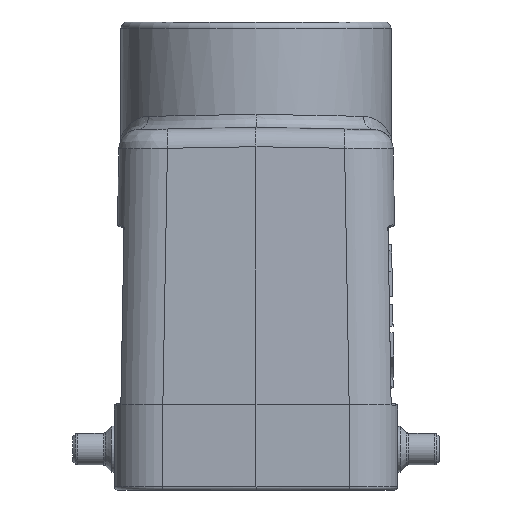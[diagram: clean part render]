
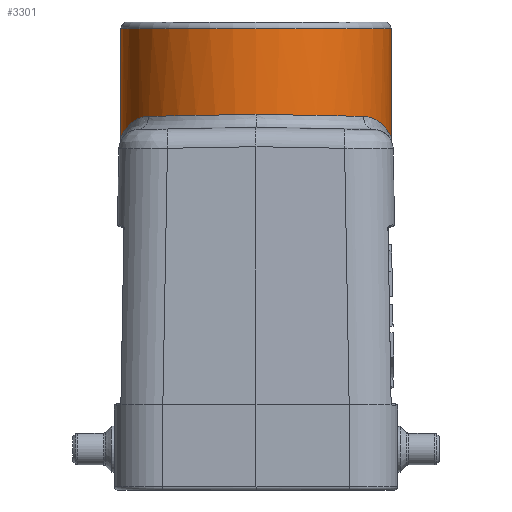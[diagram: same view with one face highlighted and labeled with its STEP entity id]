
A CAD part, left-side view. The second image highlights one B-rep face of the part: STEP entity #3301.
In plain terms, the highlighted cylindrical face has radius 20.5 mm (diameter 41 mm), a full revolution.
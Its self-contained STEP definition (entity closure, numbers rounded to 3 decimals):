
#2647=CYLINDRICAL_SURFACE('',#15009,20.5);
#3112=CIRCLE('',#15008,20.5);
#3301=ADVANCED_FACE('',(#3870,#3871),#2647,.T.);
#3870=FACE_BOUND('',#4045,.T.);
#3871=FACE_BOUND('',#4046,.T.);
#4045=EDGE_LOOP('',(#4934,#4935,#4936,#4937,#4938,#4939));
#4046=EDGE_LOOP('',(#4940));
#4934=ORIENTED_EDGE('',*,*,#7363,.T.);
#4935=ORIENTED_EDGE('',*,*,#7364,.T.);
#4936=ORIENTED_EDGE('',*,*,#7365,.T.);
#4937=ORIENTED_EDGE('',*,*,#7366,.T.);
#4938=ORIENTED_EDGE('',*,*,#7367,.T.);
#4939=ORIENTED_EDGE('',*,*,#7368,.T.);
#4940=ORIENTED_EDGE('',*,*,#7369,.T.);
#6698=VERTEX_POINT('',#22007);
#6699=VERTEX_POINT('',#22008);
#6700=VERTEX_POINT('',#22010);
#6701=VERTEX_POINT('',#22027);
#6702=VERTEX_POINT('',#22029);
#6703=VERTEX_POINT('',#22031);
#6704=VERTEX_POINT('',#22049);
#7363=EDGE_CURVE('',#6698,#6699,#7982,.T.);
#7364=EDGE_CURVE('',#6699,#6700,#7983,.T.);
#7365=EDGE_CURVE('',#6700,#6701,#8777,.T.);
#7366=EDGE_CURVE('',#6701,#6702,#7984,.T.);
#7367=EDGE_CURVE('',#6702,#6703,#7985,.T.);
#7368=EDGE_CURVE('',#6703,#6698,#8778,.T.);
#7369=EDGE_CURVE('',#6704,#6704,#3112,.T.);
#7982=ELLIPSE('',#15004,20.504,20.5);
#7983=ELLIPSE('',#15005,20.504,20.5);
#7984=ELLIPSE('',#15006,20.504,20.5);
#7985=ELLIPSE('',#15007,20.504,20.5);
#8777=B_SPLINE_CURVE_WITH_KNOTS('',3,(#22011,#22012,#22013,#22014,#22015,
#22016,#22017,#22018,#22019,#22020,#22021,#22022,#22023,#22024,#22025,#22026),
 .UNSPECIFIED.,.F.,.F.,(4,2,2,2,2,2,2,4),(0.,0.125,0.25,0.375,0.5,0.625,
0.75,1.),.UNSPECIFIED.);
#8778=B_SPLINE_CURVE_WITH_KNOTS('',3,(#22032,#22033,#22034,#22035,#22036,
#22037,#22038,#22039,#22040,#22041,#22042,#22043,#22044,#22045,#22046,#22047),
 .UNSPECIFIED.,.F.,.F.,(4,2,2,2,2,2,2,4),(0.,0.125,0.25,0.375,0.5,0.625,
0.75,1.),.UNSPECIFIED.);
#15004=AXIS2_PLACEMENT_3D('',#22006,#16251,#16252);
#15005=AXIS2_PLACEMENT_3D('',#22009,#16253,#16254);
#15006=AXIS2_PLACEMENT_3D('',#22028,#16255,#16256);
#15007=AXIS2_PLACEMENT_3D('',#22030,#16257,#16258);
#15008=AXIS2_PLACEMENT_3D('',#22048,#16259,#16260);
#15009=AXIS2_PLACEMENT_3D('',#22050,#16261,#16262);
#16251=DIRECTION('',(0.,-0.019,1.));
#16252=DIRECTION('',(0.,-1.,-0.019));
#16253=DIRECTION('',(0.,0.019,1.));
#16254=DIRECTION('',(0.,1.,-0.019));
#16255=DIRECTION('',(0.,0.019,1.));
#16256=DIRECTION('',(0.,1.,-0.019));
#16257=DIRECTION('',(0.,-0.019,1.));
#16258=DIRECTION('',(0.,-1.,-0.019));
#16259=DIRECTION('',(0.,0.,-1.));
#16260=DIRECTION('',(-1.,0.,0.));
#16261=DIRECTION('',(0.,0.,-1.));
#16262=DIRECTION('',(-1.,0.,0.));
#22006=CARTESIAN_POINT('',(0.,0.,47.85));
#22007=CARTESIAN_POINT('',(12.425,-16.305,47.538));
#22008=CARTESIAN_POINT('',(20.5,0.,47.85));
#22009=CARTESIAN_POINT('',(0.,0.,47.85));
#22010=CARTESIAN_POINT('',(12.425,16.305,47.538));
#22011=CARTESIAN_POINT('',(12.425,16.305,47.538));
#22012=CARTESIAN_POINT('',(11.498,17.012,47.524));
#22013=CARTESIAN_POINT('',(10.543,17.616,47.341));
#22014=CARTESIAN_POINT('',(8.568,18.657,46.814));
#22015=CARTESIAN_POINT('',(7.544,19.092,46.461));
#22016=CARTESIAN_POINT('',(5.487,19.782,45.709));
#22017=CARTESIAN_POINT('',(4.446,20.042,45.3));
#22018=CARTESIAN_POINT('',(2.285,20.402,44.579));
#22019=CARTESIAN_POINT('',(1.165,20.5,44.268));
#22020=CARTESIAN_POINT('',(-1.166,20.5,44.268));
#22021=CARTESIAN_POINT('',(-2.286,20.402,44.579));
#22022=CARTESIAN_POINT('',(-4.444,20.042,45.299));
#22023=CARTESIAN_POINT('',(-5.483,19.783,45.707));
#22024=CARTESIAN_POINT('',(-8.56,18.752,46.833));
#22025=CARTESIAN_POINT('',(-10.571,17.718,47.511));
#22026=CARTESIAN_POINT('',(-12.425,16.305,47.538));
#22027=CARTESIAN_POINT('',(-12.425,16.305,47.538));
#22028=CARTESIAN_POINT('',(0.,0.,47.85));
#22029=CARTESIAN_POINT('',(-20.5,0.,47.85));
#22030=CARTESIAN_POINT('',(0.,0.,47.85));
#22031=CARTESIAN_POINT('',(-12.425,-16.305,47.538));
#22032=CARTESIAN_POINT('',(-12.425,-16.305,47.538));
#22033=CARTESIAN_POINT('',(-11.498,-17.012,47.524));
#22034=CARTESIAN_POINT('',(-10.543,-17.616,47.341));
#22035=CARTESIAN_POINT('',(-8.568,-18.657,46.814));
#22036=CARTESIAN_POINT('',(-7.544,-19.092,46.461));
#22037=CARTESIAN_POINT('',(-5.487,-19.782,45.709));
#22038=CARTESIAN_POINT('',(-4.446,-20.042,45.3));
#22039=CARTESIAN_POINT('',(-2.285,-20.402,44.579));
#22040=CARTESIAN_POINT('',(-1.165,-20.5,44.268));
#22041=CARTESIAN_POINT('',(1.166,-20.5,44.268));
#22042=CARTESIAN_POINT('',(2.286,-20.402,44.579));
#22043=CARTESIAN_POINT('',(4.444,-20.042,45.299));
#22044=CARTESIAN_POINT('',(5.483,-19.783,45.707));
#22045=CARTESIAN_POINT('',(8.56,-18.752,46.833));
#22046=CARTESIAN_POINT('',(10.571,-17.718,47.511));
#22047=CARTESIAN_POINT('',(12.425,-16.305,47.538));
#22048=CARTESIAN_POINT('',(0.,0.,60.85));
#22049=CARTESIAN_POINT('',(-20.5,0.,60.85));
#22050=CARTESIAN_POINT('',(0.,0.,0.));
